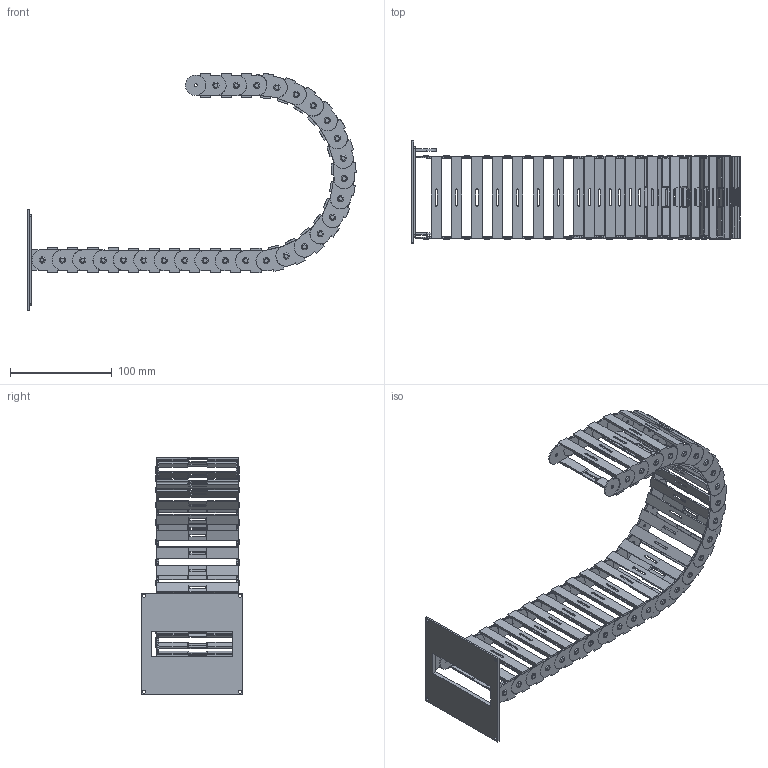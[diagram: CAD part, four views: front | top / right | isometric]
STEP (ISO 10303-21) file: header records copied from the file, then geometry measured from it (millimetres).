
FILE_DESCRIPTION(/* description */ (''),/* implementation_level */ '2;1');
FILE_NAME(/* name */ 'Assembly3.stp',/* time_stamp */ '2015-06-01T11:52:38+07:00',/* author */ ('cad16'),/* organization */ (''),/* preprocessor_version */ 'ST-DEVELOPER v15.6',/* originating_system */ 'Autodesk Inventor 2015',/* authorisation */ '');
FILE_SCHEMA (('AUTOMOTIVE_DESIGN { 1 0 10303 214 3 1 1 }'));
Length unit declared in the file: millimetre
Products named in the file (6): Part4; path; Part1; Assembly1; Part5; Assembly3
Bounding box: 322.42 x 100 x 233.48 mm (x, y, z)
Volume: 147555.4 mm3; surface area: 209726.1 mm2
Topology: 55 solids, 55 shells, 1600 faces, 4231 edges, 2748 vertices
Faces by surface type: plane 994, cylinder 552, torus 54
Full cylindrical faces by diameter (mm): 3 x114
Entity records: 3288 total; most frequent: DIRECTION 572, CARTESIAN_POINT 533, ORIENTED_EDGE 460, EDGE_CURVE 230, AXIS2_PLACEMENT_3D 207, LINE 158, VECTOR 158, VERTEX_POINT 158
